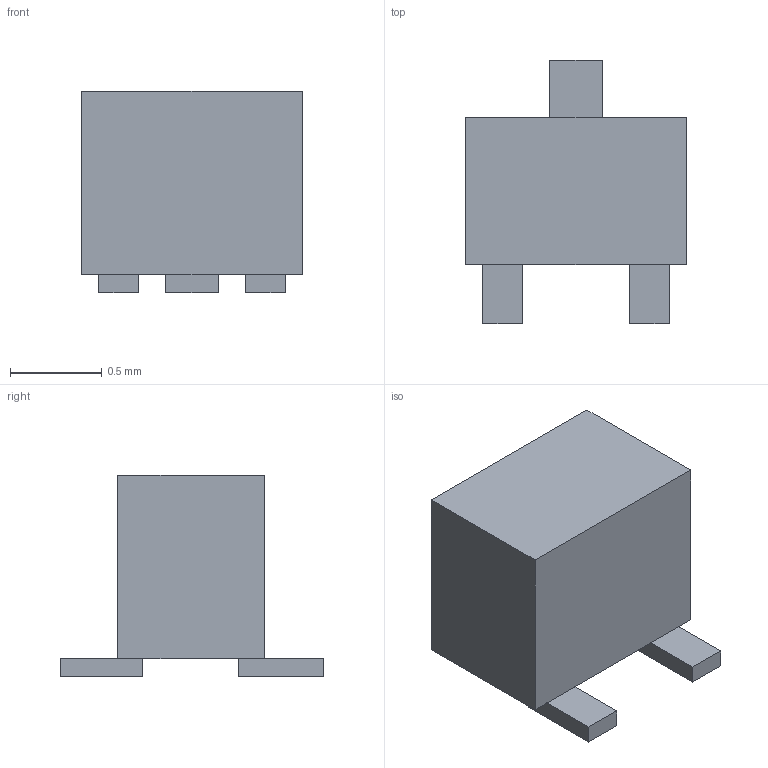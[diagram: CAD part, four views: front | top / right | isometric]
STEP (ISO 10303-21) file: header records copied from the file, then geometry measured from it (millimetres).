
FILE_DESCRIPTION(('FreeCAD Model'),'2;1');
FILE_NAME('727304.2.2.stp','2020-04-09T07:53:22',( 'Author'),(''),'Open CASCADE STEP processor 6.9','FreeCAD','Unknown' );
FILE_SCHEMA(('AUTOMOTIVE_DESIGN { 1 0 10303 214 1 1 1 1 }'));
Length unit declared in the file: millimetre
Products named in the file (3): ASSEMBLY; Body; Pins
Assembly tree (2 placements, depth 2):
  ASSEMBLY
    Body
    Pins
Bounding box: 1.2 x 1.44 x 1.1 mm (x, y, z)
Volume: 1 mm3; surface area: 7 mm2
Topology: 4 solids, 4 shells, 24 faces, 48 edges, 32 vertices
Faces by surface type: plane 24
Entity records: 1316 total; most frequent: CARTESIAN_POINT 203, DIRECTION 198, LINE 144, VECTOR 144, ORIENTED_EDGE 96, PCURVE 96, DEFINITIONAL_REPRESENTATION 96, EDGE_CURVE 48
